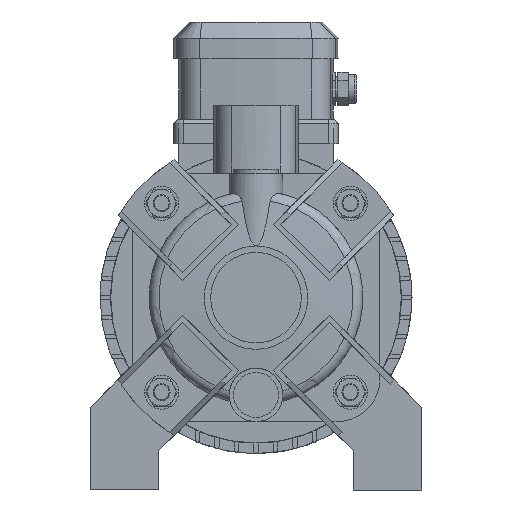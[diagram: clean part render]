
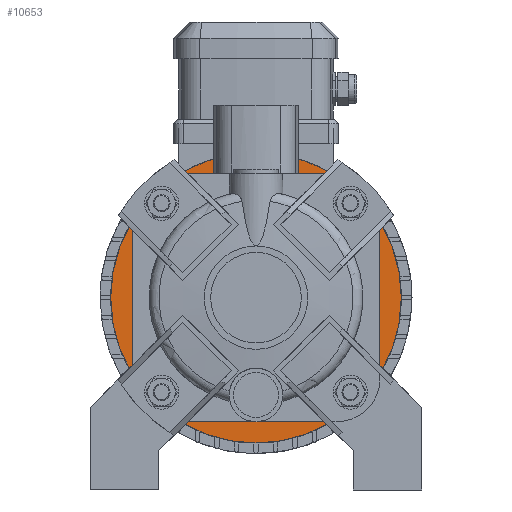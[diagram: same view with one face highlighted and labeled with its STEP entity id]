
A CAD part, left-side view. The second image highlights one B-rep face of the part: STEP entity #10653.
In plain terms, the highlighted planar face has unit normal (-1, 0, 0).
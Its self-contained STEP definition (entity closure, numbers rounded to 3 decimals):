
#2313=PLANE('',#11731);
#2480=FACE_BOUND('',#3696,.T.);
#2983=FACE_OUTER_BOUND('',#3695,.T.);
#3695=EDGE_LOOP('',(#9315));
#3696=EDGE_LOOP('',(#9316));
#4291=CIRCLE('',#11540,68.);
#4330=CIRCLE('',#11730,51.1);
#5149=VERTEX_POINT('',#18256);
#5223=VERTEX_POINT('',#18667);
#6452=EDGE_CURVE('',#5149,#5149,#4291,.T.);
#6638=EDGE_CURVE('',#5223,#5223,#4330,.T.);
#9315=ORIENTED_EDGE('',*,*,#6452,.F.);
#9316=ORIENTED_EDGE('',*,*,#6638,.T.);
#10653=ADVANCED_FACE('',(#2983,#2480),#2313,.T.);
#11540=AXIS2_PLACEMENT_3D('',#18257,#13785,#13786);
#11730=AXIS2_PLACEMENT_3D('',#18668,#14312,#14313);
#11731=AXIS2_PLACEMENT_3D('',#18669,#14314,#14315);
#13785=DIRECTION('center_axis',(1.,0.,0.));
#13786=DIRECTION('ref_axis',(0.,1.,0.));
#14312=DIRECTION('center_axis',(1.,0.,0.));
#14313=DIRECTION('ref_axis',(0.,1.,0.));
#14314=DIRECTION('center_axis',(-1.,0.,0.));
#14315=DIRECTION('ref_axis',(0.,0.,1.));
#18256=CARTESIAN_POINT('',(48.5,68.,90.));
#18257=CARTESIAN_POINT('Origin',(48.5,0.,90.));
#18667=CARTESIAN_POINT('',(48.5,51.1,90.));
#18668=CARTESIAN_POINT('Origin',(48.5,0.,90.));
#18669=CARTESIAN_POINT('Origin',(48.5,59.55,90.));
